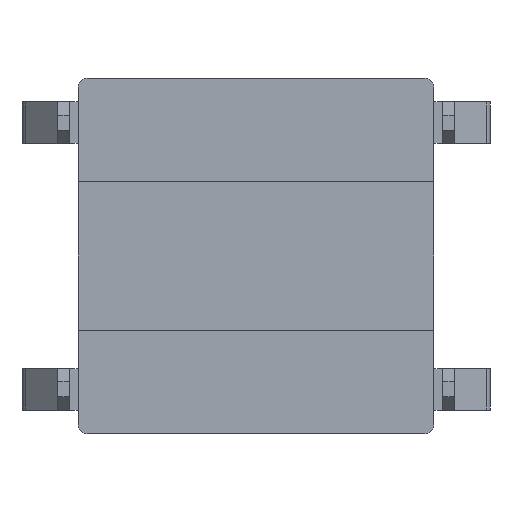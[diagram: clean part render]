
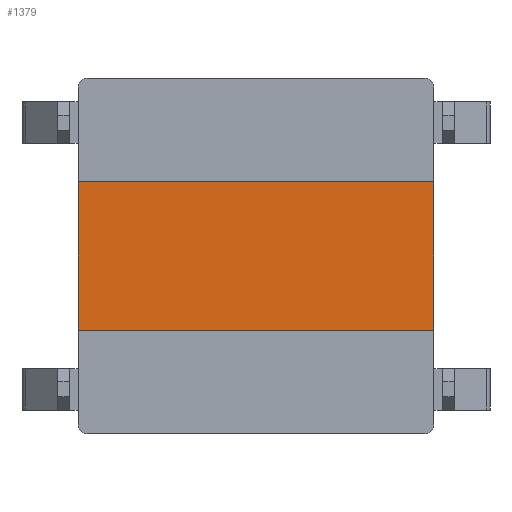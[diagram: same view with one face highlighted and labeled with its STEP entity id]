
A CAD part, front view. The second image highlights one B-rep face of the part: STEP entity #1379.
In plain terms, the highlighted planar face has unit normal (0, -1, 0).
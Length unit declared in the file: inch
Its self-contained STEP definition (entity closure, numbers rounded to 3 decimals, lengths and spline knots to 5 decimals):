
#2 = ORIENTED_EDGE ( 'NONE', *, *, #2131, .F. ) ;
#34 = FACE_OUTER_BOUND ( 'NONE', #1336, .T. ) ;
#228 = LINE ( 'NONE', #1489, #3547 ) ;
#285 = VERTEX_POINT ( 'NONE', #1198 ) ;
#313 = DIRECTION ( 'NONE',  ( 0., 1., 0. ) ) ;
#342 = CARTESIAN_POINT ( 'NONE',  ( 0.11811, 0.00394, 0.04921 ) ) ;
#345 = CARTESIAN_POINT ( 'NONE',  ( -0.11811, 0.00394, 0.04921 ) ) ;
#367 = DIRECTION ( 'NONE',  ( 1., 0., 0. ) ) ;
#391 = ORIENTED_EDGE ( 'NONE', *, *, #3605, .F. ) ;
#715 = VERTEX_POINT ( 'NONE', #3138 ) ;
#721 = CARTESIAN_POINT ( 'NONE',  ( 0.11811, 0.00394, 0.04921 ) ) ;
#970 = DIRECTION ( 'NONE',  ( 0., 0., 1. ) ) ;
#985 = PLANE ( 'NONE',  #3176 ) ;
#987 = LINE ( 'NONE', #3283, #2484 ) ;
#1198 = CARTESIAN_POINT ( 'NONE',  ( 0.11811, 0.00394, -0.04921 ) ) ;
#1336 = EDGE_LOOP ( 'NONE', ( #4011, #2226, #391, #2 ) ) ;
#1339 = LINE ( 'NONE', #721, #2921 ) ;
#1379 = ADVANCED_FACE ( 'NONE', ( #34 ), #985, .F. ) ;
#1489 = CARTESIAN_POINT ( 'NONE',  ( -0.15551, 0.00394, 0.04921 ) ) ;
#1628 = VERTEX_POINT ( 'NONE', #342 ) ;
#1858 = VECTOR ( 'NONE', #367, 39.37008 ) ;
#1933 = EDGE_CURVE ( 'NONE', #715, #285, #3417, .T. ) ;
#2002 = CARTESIAN_POINT ( 'NONE',  ( -0.15551, 0.00394, 0.04921 ) ) ;
#2131 = EDGE_CURVE ( 'NONE', #715, #3821, #987, .T. ) ;
#2226 = ORIENTED_EDGE ( 'NONE', *, *, #3009, .T. ) ;
#2484 = VECTOR ( 'NONE', #3925, 39.37008 ) ;
#2545 = DIRECTION ( 'NONE',  ( 1., 0., 0. ) ) ;
#2921 = VECTOR ( 'NONE', #970, 39.37008 ) ;
#3009 = EDGE_CURVE ( 'NONE', #285, #1628, #1339, .T. ) ;
#3073 = DIRECTION ( 'NONE',  ( 1., 0., 0. ) ) ;
#3138 = CARTESIAN_POINT ( 'NONE',  ( -0.11811, 0.00394, -0.04921 ) ) ;
#3176 = AXIS2_PLACEMENT_3D ( 'NONE', #2002, #313, #3073 ) ;
#3283 = CARTESIAN_POINT ( 'NONE',  ( -0.11811, 0.00394, -0.11811 ) ) ;
#3417 = LINE ( 'NONE', #4013, #1858 ) ;
#3547 = VECTOR ( 'NONE', #2545, 39.37008 ) ;
#3605 = EDGE_CURVE ( 'NONE', #3821, #1628, #228, .T. ) ;
#3821 = VERTEX_POINT ( 'NONE', #345 ) ;
#3925 = DIRECTION ( 'NONE',  ( 0., 0., 1. ) ) ;
#4011 = ORIENTED_EDGE ( 'NONE', *, *, #1933, .T. ) ;
#4013 = CARTESIAN_POINT ( 'NONE',  ( -0.15551, 0.00394, -0.04921 ) ) ;
